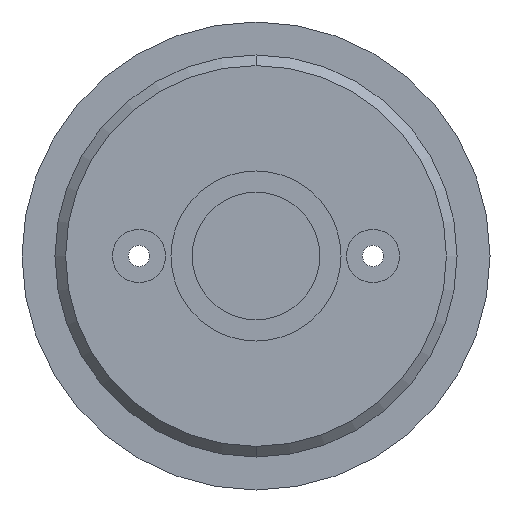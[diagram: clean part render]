
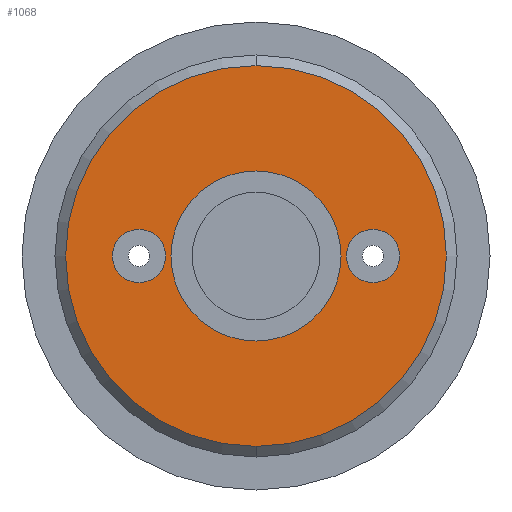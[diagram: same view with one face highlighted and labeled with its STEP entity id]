
A CAD part, front view. The second image highlights one B-rep face of the part: STEP entity #1068.
In plain terms, the highlighted planar face has unit normal (0, -1, 0).
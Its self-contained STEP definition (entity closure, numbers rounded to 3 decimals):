
#18 = ORIENTED_EDGE ( 'NONE', *, *, #174, .F. ) ;
#33 = CIRCLE ( 'NONE', #1111, 1.25 ) ;
#36 = ORIENTED_EDGE ( 'NONE', *, *, #874, .F. ) ;
#40 = CARTESIAN_POINT ( 'NONE',  ( 0., 0., 4. ) ) ;
#71 = AXIS2_PLACEMENT_3D ( 'NONE', #721, #150, #1121 ) ;
#75 = DIRECTION ( 'NONE',  ( 0., -1., 0. ) ) ;
#97 = CIRCLE ( 'NONE', #1059, 4. ) ;
#117 = DIRECTION ( 'NONE',  ( 0., -1., 0. ) ) ;
#128 = CARTESIAN_POINT ( 'NONE',  ( -5.5, 0., 0. ) ) ;
#139 = ORIENTED_EDGE ( 'NONE', *, *, #933, .F. ) ;
#150 = DIRECTION ( 'NONE',  ( 0., -1., 0. ) ) ;
#162 = CARTESIAN_POINT ( 'NONE',  ( 5.5, 0., 1.25 ) ) ;
#163 = CARTESIAN_POINT ( 'NONE',  ( -5.5, 0., -1.25 ) ) ;
#174 = EDGE_CURVE ( 'NONE', #807, #386, #97, .T. ) ;
#175 = VERTEX_POINT ( 'NONE', #390 ) ;
#192 = CARTESIAN_POINT ( 'NONE',  ( 0., 0., 0. ) ) ;
#206 = ORIENTED_EDGE ( 'NONE', *, *, #255, .F. ) ;
#208 = AXIS2_PLACEMENT_3D ( 'NONE', #957, #1235, #289 ) ;
#254 = PLANE ( 'NONE',  #327 ) ;
#255 = EDGE_CURVE ( 'NONE', #426, #175, #330, .T. ) ;
#260 = EDGE_LOOP ( 'NONE', ( #206, #1056 ) ) ;
#264 = ORIENTED_EDGE ( 'NONE', *, *, #994, .T. ) ;
#289 = DIRECTION ( 'NONE',  ( 0., 0., -1. ) ) ;
#295 = CARTESIAN_POINT ( 'NONE',  ( 5.5, 0., 0. ) ) ;
#327 = AXIS2_PLACEMENT_3D ( 'NONE', #531, #444, #374 ) ;
#330 = CIRCLE ( 'NONE', #1035, 1.25 ) ;
#355 = DIRECTION ( 'NONE',  ( 0., 0., -1. ) ) ;
#374 = DIRECTION ( 'NONE',  ( 0., 0., 1. ) ) ;
#384 = EDGE_LOOP ( 'NONE', ( #36, #139 ) ) ;
#386 = VERTEX_POINT ( 'NONE', #40 ) ;
#390 = CARTESIAN_POINT ( 'NONE',  ( -5.5, 0., 1.25 ) ) ;
#392 = DIRECTION ( 'NONE',  ( 0., 0., -1. ) ) ;
#400 = VERTEX_POINT ( 'NONE', #1218 ) ;
#426 = VERTEX_POINT ( 'NONE', #163 ) ;
#433 = VERTEX_POINT ( 'NONE', #162 ) ;
#444 = DIRECTION ( 'NONE',  ( 0., 1., 0. ) ) ;
#476 = VERTEX_POINT ( 'NONE', #1135 ) ;
#504 = AXIS2_PLACEMENT_3D ( 'NONE', #589, #117, #1072 ) ;
#510 = DIRECTION ( 'NONE',  ( 0., 0., -1. ) ) ;
#531 = CARTESIAN_POINT ( 'NONE',  ( 0., 0., 0. ) ) ;
#546 = CARTESIAN_POINT ( 'NONE',  ( 0., 0., 0. ) ) ;
#565 = ORIENTED_EDGE ( 'NONE', *, *, #676, .F. ) ;
#569 = CARTESIAN_POINT ( 'NONE',  ( 0., 0., 8.95 ) ) ;
#574 = CARTESIAN_POINT ( 'NONE',  ( 0., 0., -4. ) ) ;
#589 = CARTESIAN_POINT ( 'NONE',  ( 0., 0., 0. ) ) ;
#605 = DIRECTION ( 'NONE',  ( 0., -1., 0. ) ) ;
#615 = DIRECTION ( 'NONE',  ( 0., 0., -1. ) ) ;
#650 = EDGE_CURVE ( 'NONE', #400, #791, #723, .T. ) ;
#660 = CARTESIAN_POINT ( 'NONE',  ( -5.5, 0., 0. ) ) ;
#676 = EDGE_CURVE ( 'NONE', #386, #807, #837, .T. ) ;
#720 = FACE_BOUND ( 'NONE', #260, .T. ) ;
#721 = CARTESIAN_POINT ( 'NONE',  ( 0., 0., 0. ) ) ;
#723 = CIRCLE ( 'NONE', #71, 8.95 ) ;
#791 = VERTEX_POINT ( 'NONE', #569 ) ;
#793 = ORIENTED_EDGE ( 'NONE', *, *, #650, .T. ) ;
#807 = VERTEX_POINT ( 'NONE', #574 ) ;
#837 = CIRCLE ( 'NONE', #1137, 4. ) ;
#842 = DIRECTION ( 'NONE',  ( 0., -1., 0. ) ) ;
#874 = EDGE_CURVE ( 'NONE', #476, #433, #1209, .T. ) ;
#881 = FACE_BOUND ( 'NONE', #384, .T. ) ;
#893 = AXIS2_PLACEMENT_3D ( 'NONE', #660, #842, #355 ) ;
#933 = EDGE_CURVE ( 'NONE', #433, #476, #33, .T. ) ;
#934 = DIRECTION ( 'NONE',  ( 0., 0., -1. ) ) ;
#957 = CARTESIAN_POINT ( 'NONE',  ( 5.5, 0., 0. ) ) ;
#970 = DIRECTION ( 'NONE',  ( 0., -1., 0. ) ) ;
#994 = EDGE_CURVE ( 'NONE', #791, #400, #1108, .T. ) ;
#1035 = AXIS2_PLACEMENT_3D ( 'NONE', #128, #1200, #615 ) ;
#1056 = ORIENTED_EDGE ( 'NONE', *, *, #1196, .F. ) ;
#1059 = AXIS2_PLACEMENT_3D ( 'NONE', #192, #970, #392 ) ;
#1068 = ADVANCED_FACE ( 'NONE', ( #1222, #1164, #720, #881 ), #254, .F. ) ;
#1072 = DIRECTION ( 'NONE',  ( 0., 0., 1. ) ) ;
#1108 = CIRCLE ( 'NONE', #504, 8.95 ) ;
#1109 = EDGE_LOOP ( 'NONE', ( #264, #793 ) ) ;
#1111 = AXIS2_PLACEMENT_3D ( 'NONE', #295, #605, #510 ) ;
#1121 = DIRECTION ( 'NONE',  ( 0., 0., 1. ) ) ;
#1135 = CARTESIAN_POINT ( 'NONE',  ( 5.5, 0., -1.25 ) ) ;
#1137 = AXIS2_PLACEMENT_3D ( 'NONE', #546, #75, #934 ) ;
#1139 = CIRCLE ( 'NONE', #893, 1.25 ) ;
#1164 = FACE_BOUND ( 'NONE', #1197, .T. ) ;
#1196 = EDGE_CURVE ( 'NONE', #175, #426, #1139, .T. ) ;
#1197 = EDGE_LOOP ( 'NONE', ( #18, #565 ) ) ;
#1200 = DIRECTION ( 'NONE',  ( 0., -1., 0. ) ) ;
#1209 = CIRCLE ( 'NONE', #208, 1.25 ) ;
#1218 = CARTESIAN_POINT ( 'NONE',  ( 0., 0., -8.95 ) ) ;
#1222 = FACE_OUTER_BOUND ( 'NONE', #1109, .T. ) ;
#1235 = DIRECTION ( 'NONE',  ( 0., -1., 0. ) ) ;
